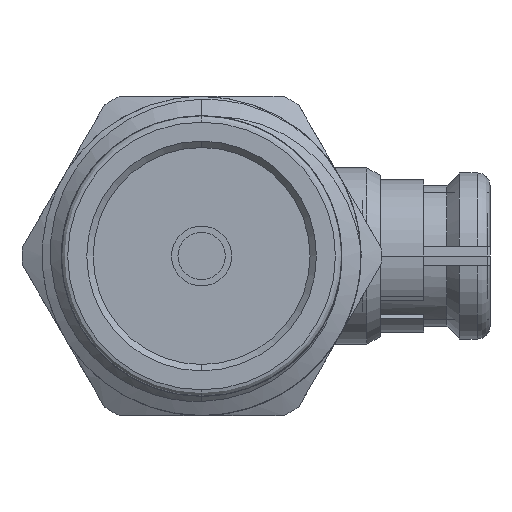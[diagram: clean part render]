
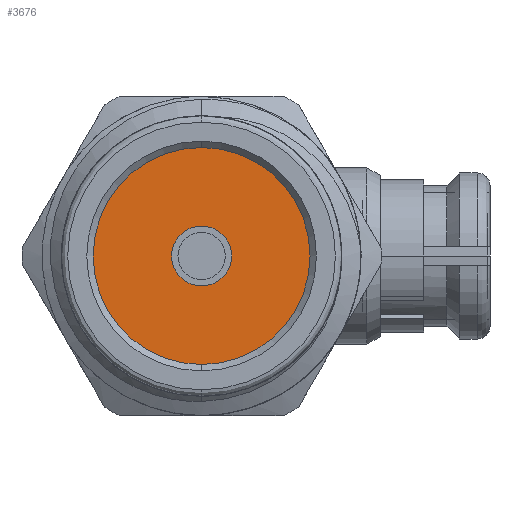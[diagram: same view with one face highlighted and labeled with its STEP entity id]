
A CAD part, left-side view. The second image highlights one B-rep face of the part: STEP entity #3676.
In plain terms, the highlighted planar face has unit normal (-1, 0, 0).
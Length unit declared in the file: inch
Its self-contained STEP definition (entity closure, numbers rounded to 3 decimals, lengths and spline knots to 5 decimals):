
#134 = VERTEX_POINT ( 'NONE', #8644 ) ;
#541 = CIRCLE ( 'NONE', #2159, 0.085 ) ;
#996 = CARTESIAN_POINT ( 'NONE',  ( 0.075, 0., 0. ) ) ;
#1272 = AXIS2_PLACEMENT_3D ( 'NONE', #8576, #1593, #3841 ) ;
#1420 = CIRCLE ( 'NONE', #1272, 0.0235 ) ;
#1593 = DIRECTION ( 'NONE',  ( -1., 0., 0. ) ) ;
#1950 = CARTESIAN_POINT ( 'NONE',  ( 0.075, 0., 0. ) ) ;
#2097 = ORIENTED_EDGE ( 'NONE', *, *, #3598, .F. ) ;
#2159 = AXIS2_PLACEMENT_3D ( 'NONE', #1950, #3955, #6739 ) ;
#2637 = AXIS2_PLACEMENT_3D ( 'NONE', #5187, #3912, #7968 ) ;
#2935 = EDGE_CURVE ( 'NONE', #134, #6668, #541, .T. ) ;
#3072 = DIRECTION ( 'NONE',  ( 0., 0., 1. ) ) ;
#3405 = DIRECTION ( 'NONE',  ( -1., 0., 0. ) ) ;
#3598 = EDGE_CURVE ( 'NONE', #7312, #6340, #1420, .T. ) ;
#3676 = ADVANCED_FACE ( 'NONE', ( #8713, #5111 ), #5755, .T. ) ;
#3841 = DIRECTION ( 'NONE',  ( 0., 0., 1. ) ) ;
#3912 = DIRECTION ( 'NONE',  ( -1., 0., 0. ) ) ;
#3944 = CIRCLE ( 'NONE', #2637, 0.0235 ) ;
#3955 = DIRECTION ( 'NONE',  ( -1., 0., 0. ) ) ;
#4101 = AXIS2_PLACEMENT_3D ( 'NONE', #6046, #3405, #4808 ) ;
#4747 = EDGE_LOOP ( 'NONE', ( #8703, #2097 ) ) ;
#4808 = DIRECTION ( 'NONE',  ( 0., 0., 1. ) ) ;
#5065 = AXIS2_PLACEMENT_3D ( 'NONE', #996, #7300, #3072 ) ;
#5111 = FACE_OUTER_BOUND ( 'NONE', #6516, .T. ) ;
#5187 = CARTESIAN_POINT ( 'NONE',  ( 0.075, 0., 0. ) ) ;
#5755 = PLANE ( 'NONE',  #5065 ) ;
#6046 = CARTESIAN_POINT ( 'NONE',  ( 0.075, 0., 0. ) ) ;
#6340 = VERTEX_POINT ( 'NONE', #7676 ) ;
#6506 = CARTESIAN_POINT ( 'NONE',  ( 0.075, 0., 0.085 ) ) ;
#6516 = EDGE_LOOP ( 'NONE', ( #6738, #8702 ) ) ;
#6563 = CIRCLE ( 'NONE', #4101, 0.085 ) ;
#6668 = VERTEX_POINT ( 'NONE', #6506 ) ;
#6738 = ORIENTED_EDGE ( 'NONE', *, *, #7272, .T. ) ;
#6739 = DIRECTION ( 'NONE',  ( 0., 0., 1. ) ) ;
#6795 = EDGE_CURVE ( 'NONE', #6340, #7312, #3944, .T. ) ;
#7272 = EDGE_CURVE ( 'NONE', #6668, #134, #6563, .T. ) ;
#7300 = DIRECTION ( 'NONE',  ( -1., 0., 0. ) ) ;
#7312 = VERTEX_POINT ( 'NONE', #8181 ) ;
#7676 = CARTESIAN_POINT ( 'NONE',  ( 0.075, 0., 0.0235 ) ) ;
#7968 = DIRECTION ( 'NONE',  ( 0., 0., 1. ) ) ;
#8181 = CARTESIAN_POINT ( 'NONE',  ( 0.075, 0., -0.0235 ) ) ;
#8576 = CARTESIAN_POINT ( 'NONE',  ( 0.075, 0., 0. ) ) ;
#8644 = CARTESIAN_POINT ( 'NONE',  ( 0.075, 0., -0.085 ) ) ;
#8702 = ORIENTED_EDGE ( 'NONE', *, *, #2935, .T. ) ;
#8703 = ORIENTED_EDGE ( 'NONE', *, *, #6795, .F. ) ;
#8713 = FACE_BOUND ( 'NONE', #4747, .T. ) ;
